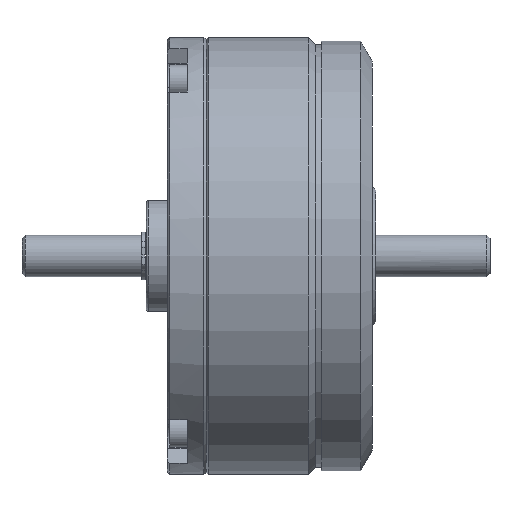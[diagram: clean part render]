
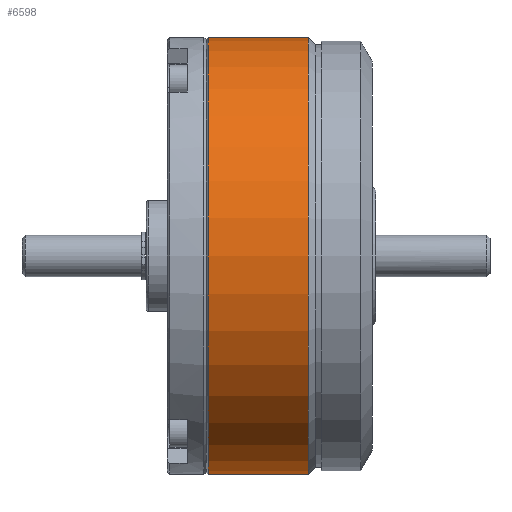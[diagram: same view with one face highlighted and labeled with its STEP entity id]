
A CAD part, front view. The second image highlights one B-rep face of the part: STEP entity #6598.
In plain terms, the highlighted cylindrical face has radius 25.019 mm (diameter 50.038 mm), a partial arc.
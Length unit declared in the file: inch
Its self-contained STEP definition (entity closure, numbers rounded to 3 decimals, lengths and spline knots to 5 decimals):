
#474 = AXIS2_PLACEMENT_3D ( 'NONE', #3646, #8196, #4300 ) ;
#735 = EDGE_CURVE ( 'NONE', #1189, #8091, #4625, .T. ) ;
#785 = DIRECTION ( 'NONE',  ( 1., 0., 0. ) ) ;
#863 = LINE ( 'NONE', #1533, #7599 ) ;
#870 = CARTESIAN_POINT ( 'NONE',  ( 0.185, 0., -0.985 ) ) ;
#1157 = DIRECTION ( 'NONE',  ( -1., 0., 0. ) ) ;
#1189 = VERTEX_POINT ( 'NONE', #2254 ) ;
#1533 = CARTESIAN_POINT ( 'NONE',  ( 0.175, 0., 0.985 ) ) ;
#1653 = EDGE_CURVE ( 'NONE', #1189, #4148, #6900, .T. ) ;
#2089 = VECTOR ( 'NONE', #1157, 39.37008 ) ;
#2212 = ORIENTED_EDGE ( 'NONE', *, *, #735, .F. ) ;
#2216 = CIRCLE ( 'NONE', #6112, 0.985 ) ;
#2254 = CARTESIAN_POINT ( 'NONE',  ( 0.636, 0., -0.985 ) ) ;
#2320 = CARTESIAN_POINT ( 'NONE',  ( 0.185, 0., 0.985 ) ) ;
#2404 = CYLINDRICAL_SURFACE ( 'NONE', #8362, 0.985 ) ;
#2679 = ORIENTED_EDGE ( 'NONE', *, *, #1653, .T. ) ;
#3216 = DIRECTION ( 'NONE',  ( 0., 0., -1. ) ) ;
#3268 = ORIENTED_EDGE ( 'NONE', *, *, #5423, .T. ) ;
#3360 = ORIENTED_EDGE ( 'NONE', *, *, #4273, .T. ) ;
#3646 = CARTESIAN_POINT ( 'NONE',  ( 0.636, 0., 0. ) ) ;
#3848 = CARTESIAN_POINT ( 'NONE',  ( 0.636, 0., 0.985 ) ) ;
#3865 = CARTESIAN_POINT ( 'NONE',  ( 0.175, 0., 0. ) ) ;
#4011 = VERTEX_POINT ( 'NONE', #2320 ) ;
#4148 = VERTEX_POINT ( 'NONE', #3848 ) ;
#4273 = EDGE_CURVE ( 'NONE', #4011, #8091, #2216, .T. ) ;
#4300 = DIRECTION ( 'NONE',  ( 0., 0., -1. ) ) ;
#4548 = EDGE_LOOP ( 'NONE', ( #2679, #3268, #3360, #2212 ) ) ;
#4625 = LINE ( 'NONE', #5728, #2089 ) ;
#4674 = CARTESIAN_POINT ( 'NONE',  ( 0.185, 0., 0. ) ) ;
#5354 = DIRECTION ( 'NONE',  ( 0., 0., 1. ) ) ;
#5423 = EDGE_CURVE ( 'NONE', #4148, #4011, #863, .T. ) ;
#5728 = CARTESIAN_POINT ( 'NONE',  ( 0.175, 0., -0.985 ) ) ;
#6101 = DIRECTION ( 'NONE',  ( -1., 0., 0. ) ) ;
#6112 = AXIS2_PLACEMENT_3D ( 'NONE', #4674, #785, #5354 ) ;
#6598 = ADVANCED_FACE ( 'NONE', ( #7919 ), #2404, .T. ) ;
#6900 = CIRCLE ( 'NONE', #474, 0.985 ) ;
#7599 = VECTOR ( 'NONE', #6101, 39.37008 ) ;
#7919 = FACE_OUTER_BOUND ( 'NONE', #4548, .T. ) ;
#8091 = VERTEX_POINT ( 'NONE', #870 ) ;
#8196 = DIRECTION ( 'NONE',  ( -1., 0., 0. ) ) ;
#8362 = AXIS2_PLACEMENT_3D ( 'NONE', #3865, #8408, #3216 ) ;
#8408 = DIRECTION ( 'NONE',  ( -1., 0., 0. ) ) ;
